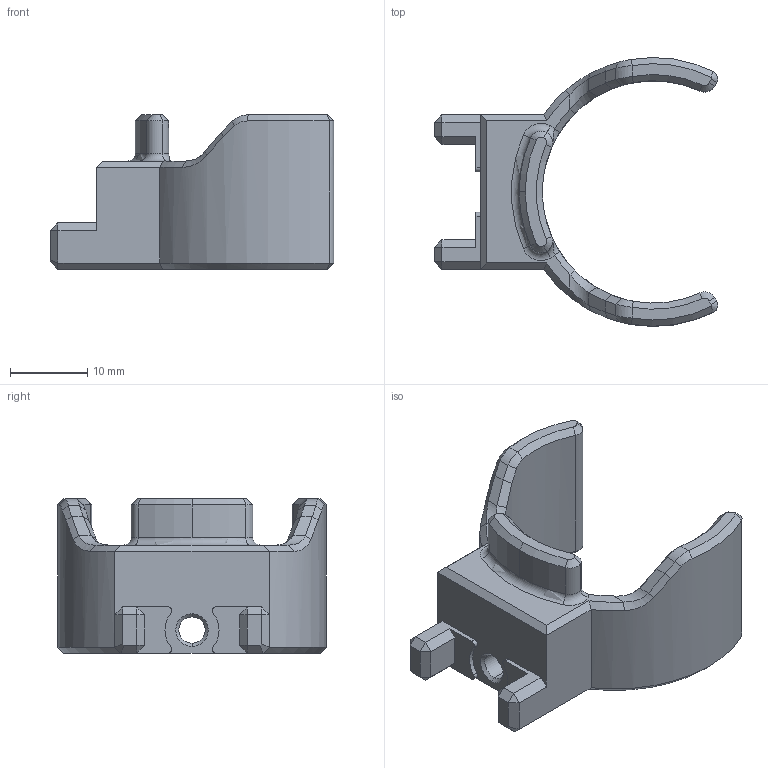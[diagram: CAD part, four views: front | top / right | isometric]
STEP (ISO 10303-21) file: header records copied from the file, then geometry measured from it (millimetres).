
FILE_DESCRIPTION (( 'STEP AP214' ), '1' );
FILE_NAME ('GoopPenClamp.STEP', '2022-05-05T03:39:26', ( '' ), ( '' ), 'SwSTEP 2.0', 'SolidWorks 2021', '' );
FILE_SCHEMA (( 'AUTOMOTIVE_DESIGN' ));
Length unit declared in the file: millimetre
Products named in the file (1): GoopPenClamp
Bounding box: 36.72 x 34.8 x 20 mm (x, y, z)
Volume: 5272.1 mm3; surface area: 3496.3 mm2
Topology: 1 solids, 1 shells, 143 faces, 342 edges, 199 vertices
Faces by surface type: plane 52, cone 33, cylinder 32, bspline 19, torus 7
Entity records: 6003 total; most frequent: CARTESIAN_POINT 2821, ORIENTED_EDGE 680, DIRECTION 618, EDGE_CURVE 340, AXIS2_PLACEMENT_3D 227, VERTEX_POINT 199, VECTOR 164, LINE 164
